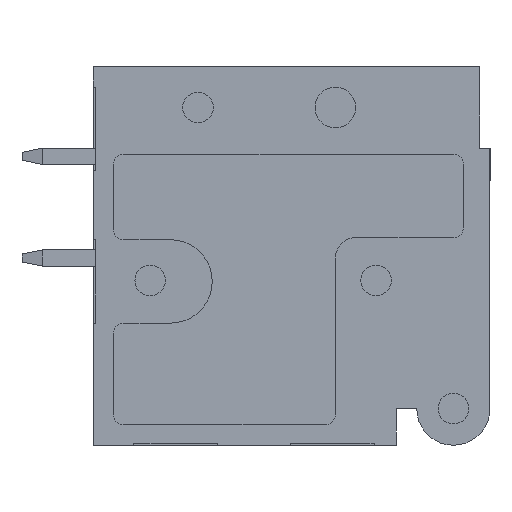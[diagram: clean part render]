
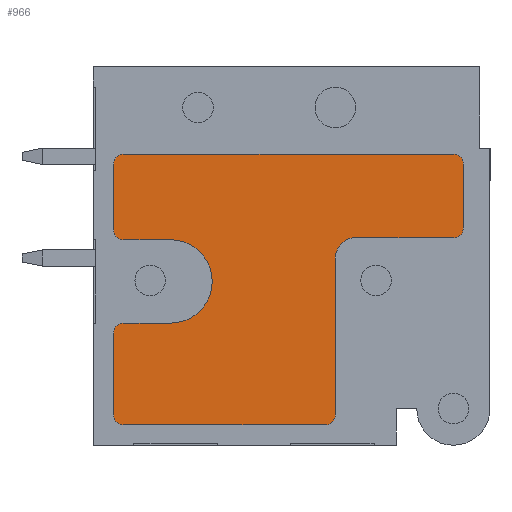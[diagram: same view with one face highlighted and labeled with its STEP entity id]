
A CAD part, left-side view. The second image highlights one B-rep face of the part: STEP entity #966.
In plain terms, the highlighted planar face has unit normal (-1, 0, 0).
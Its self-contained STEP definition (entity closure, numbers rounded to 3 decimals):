
#966 = ADVANCED_FACE( '', ( #2001 ), #2002, .F. );
#2001 = FACE_OUTER_BOUND( '', #3386, .T. );
#2002 = PLANE( '', #3387 );
#3386 = EDGE_LOOP( '', ( #6035, #6036, #6037, #6038, #6039, #6040, #6041, #6042, #6043, #6044, #6045, #6046, #6047, #6048, #6049, #6050, #6051, #6052 ) );
#3387 = AXIS2_PLACEMENT_3D( '', #6053, #6054, #6055 );
#6035 = ORIENTED_EDGE( '', *, *, #8313, .T. );
#6036 = ORIENTED_EDGE( '', *, *, #8172, .T. );
#6037 = ORIENTED_EDGE( '', *, *, #8039, .T. );
#6038 = ORIENTED_EDGE( '', *, *, #8314, .T. );
#6039 = ORIENTED_EDGE( '', *, *, #8072, .T. );
#6040 = ORIENTED_EDGE( '', *, *, #7848, .T. );
#6041 = ORIENTED_EDGE( '', *, *, #8315, .T. );
#6042 = ORIENTED_EDGE( '', *, *, #8316, .T. );
#6043 = ORIENTED_EDGE( '', *, *, #8298, .T. );
#6044 = ORIENTED_EDGE( '', *, *, #8317, .T. );
#6045 = ORIENTED_EDGE( '', *, *, #7784, .T. );
#6046 = ORIENTED_EDGE( '', *, *, #8057, .T. );
#6047 = ORIENTED_EDGE( '', *, *, #8139, .T. );
#6048 = ORIENTED_EDGE( '', *, *, #8251, .T. );
#6049 = ORIENTED_EDGE( '', *, *, #8054, .T. );
#6050 = ORIENTED_EDGE( '', *, *, #8232, .T. );
#6051 = ORIENTED_EDGE( '', *, *, #7547, .T. );
#6052 = ORIENTED_EDGE( '', *, *, #8318, .T. );
#6053 = CARTESIAN_POINT( '', ( -2.3, 5.7, -0.15 ) );
#6054 = DIRECTION( '', ( 1., 0., 0. ) );
#6055 = DIRECTION( '', ( 0., 0., -1. ) );
#7547 = EDGE_CURVE( '', #8950, #8948, #8951, .T. );
#7784 = EDGE_CURVE( '', #9348, #9349, #9350, .T. );
#7848 = EDGE_CURVE( '', #9447, #9448, #9449, .F. );
#8039 = EDGE_CURVE( '', #9757, #9758, #9759, .T. );
#8054 = EDGE_CURVE( '', #9777, #9775, #9778, .T. );
#8057 = EDGE_CURVE( '', #9349, #9781, #9782, .T. );
#8072 = EDGE_CURVE( '', #9800, #9447, #9801, .T. );
#8139 = EDGE_CURVE( '', #9781, #9907, #9909, .T. );
#8172 = EDGE_CURVE( '', #9953, #9757, #9954, .F. );
#8232 = EDGE_CURVE( '', #9775, #8950, #10028, .F. );
#8251 = EDGE_CURVE( '', #9907, #9777, #10051, .F. );
#8298 = EDGE_CURVE( '', #10107, #10108, #10109, .T. );
#8313 = EDGE_CURVE( '', #10125, #9953, #10126, .T. );
#8314 = EDGE_CURVE( '', #9758, #9800, #10127, .T. );
#8315 = EDGE_CURVE( '', #9448, #10128, #10129, .T. );
#8316 = EDGE_CURVE( '', #10128, #10107, #10130, .F. );
#8317 = EDGE_CURVE( '', #10108, #9348, #10131, .F. );
#8318 = EDGE_CURVE( '', #8948, #10125, #10132, .F. );
#8948 = VERTEX_POINT( '', #10980 );
#8950 = VERTEX_POINT( '', #10983 );
#8951 = LINE( '', #10984, #10985 );
#9348 = VERTEX_POINT( '', #11576 );
#9349 = VERTEX_POINT( '', #11577 );
#9350 = LINE( '', #11578, #11579 );
#9447 = VERTEX_POINT( '', #11724 );
#9448 = VERTEX_POINT( '', #11725 );
#9449 = CIRCLE( '', #11726, 0.5 );
#9757 = VERTEX_POINT( '', #12262 );
#9758 = VERTEX_POINT( '', #12263 );
#9759 = LINE( '', #12264, #12265 );
#9775 = VERTEX_POINT( '', #12289 );
#9777 = VERTEX_POINT( '', #12292 );
#9778 = LINE( '', #12293, #12294 );
#9781 = VERTEX_POINT( '', #12298 );
#9782 = CIRCLE( '', #12299, 1. );
#9800 = VERTEX_POINT( '', #12325 );
#9801 = LINE( '', #12326, #12327 );
#9907 = VERTEX_POINT( '', #12479 );
#9909 = LINE( '', #12482, #12483 );
#9953 = VERTEX_POINT( '', #12548 );
#9954 = CIRCLE( '', #12549, 0.5 );
#10028 = CIRCLE( '', #12653, 0.5 );
#10051 = CIRCLE( '', #12681, 0.5 );
#10107 = VERTEX_POINT( '', #12771 );
#10108 = VERTEX_POINT( '', #12772 );
#10109 = LINE( '', #12773, #12774 );
#10125 = VERTEX_POINT( '', #12812 );
#10126 = LINE( '', #12813, #12814 );
#10127 = CIRCLE( '', #12815, 2.05 );
#10128 = VERTEX_POINT( '', #12816 );
#10129 = LINE( '', #12817, #12818 );
#10130 = CIRCLE( '', #12819, 0.5 );
#10131 = CIRCLE( '', #12820, 0.5 );
#10132 = CIRCLE( '', #12821, 0.5 );
#10980 = CARTESIAN_POINT( '', ( -2.3, 8., 6.1 ) );
#10983 = CARTESIAN_POINT( '', ( -2.3, -8.2, 6.1 ) );
#10984 = CARTESIAN_POINT( '', ( -2.3, -8.7, 6.1 ) );
#10985 = VECTOR( '', #13563, 1000. );
#11576 = CARTESIAN_POINT( '', ( -2.3, -2.4, -6.7 ) );
#11577 = CARTESIAN_POINT( '', ( -2.3, -2.4, 1. ) );
#11578 = CARTESIAN_POINT( '', ( -2.3, -2.4, -7.2 ) );
#11579 = VECTOR( '', #13816, 1000. );
#11724 = CARTESIAN_POINT( '', ( -2.3, 8., -2.2 ) );
#11725 = CARTESIAN_POINT( '', ( -2.3, 8.5, -2.7 ) );
#11726 = AXIS2_PLACEMENT_3D( '', #13871, #13872, #13873 );
#12262 = CARTESIAN_POINT( '', ( -2.3, 8., 1.9 ) );
#12263 = CARTESIAN_POINT( '', ( -2.3, 5.7, 1.9 ) );
#12264 = CARTESIAN_POINT( '', ( -2.3, 8.5, 1.9 ) );
#12265 = VECTOR( '', #14092, 1000. );
#12289 = CARTESIAN_POINT( '', ( -2.3, -8.7, 5.6 ) );
#12292 = CARTESIAN_POINT( '', ( -2.3, -8.7, 2.5 ) );
#12293 = CARTESIAN_POINT( '', ( -2.3, -8.7, 2. ) );
#12294 = VECTOR( '', #14102, 1000. );
#12298 = CARTESIAN_POINT( '', ( -2.3, -3.4, 2. ) );
#12299 = AXIS2_PLACEMENT_3D( '', #14104, #14105, #14106 );
#12325 = CARTESIAN_POINT( '', ( -2.3, 5.7, -2.2 ) );
#12326 = CARTESIAN_POINT( '', ( -2.3, 8.5, -2.2 ) );
#12327 = VECTOR( '', #14115, 1000. );
#12479 = CARTESIAN_POINT( '', ( -2.3, -8.2, 2. ) );
#12482 = CARTESIAN_POINT( '', ( -2.3, -2.4, 2. ) );
#12483 = VECTOR( '', #14193, 1000. );
#12548 = CARTESIAN_POINT( '', ( -2.3, 8.5, 2.4 ) );
#12549 = AXIS2_PLACEMENT_3D( '', #14218, #14219, #14220 );
#12653 = AXIS2_PLACEMENT_3D( '', #14278, #14279, #14280 );
#12681 = AXIS2_PLACEMENT_3D( '', #14298, #14299, #14300 );
#12771 = CARTESIAN_POINT( '', ( -2.3, 8., -7.2 ) );
#12772 = CARTESIAN_POINT( '', ( -2.3, -1.9, -7.2 ) );
#12773 = CARTESIAN_POINT( '', ( -2.3, 8.5, -7.2 ) );
#12774 = VECTOR( '', #14338, 1000. );
#12812 = CARTESIAN_POINT( '', ( -2.3, 8.5, 5.6 ) );
#12813 = CARTESIAN_POINT( '', ( -2.3, 8.5, 6.1 ) );
#12814 = VECTOR( '', #14345, 1000. );
#12815 = AXIS2_PLACEMENT_3D( '', #14346, #14347, #14348 );
#12816 = CARTESIAN_POINT( '', ( -2.3, 8.5, -6.7 ) );
#12817 = CARTESIAN_POINT( '', ( -2.3, 8.5, -2.2 ) );
#12818 = VECTOR( '', #14349, 1000. );
#12819 = AXIS2_PLACEMENT_3D( '', #14350, #14351, #14352 );
#12820 = AXIS2_PLACEMENT_3D( '', #14353, #14354, #14355 );
#12821 = AXIS2_PLACEMENT_3D( '', #14356, #14357, #14358 );
#13563 = DIRECTION( '', ( 0., 1., 0. ) );
#13816 = DIRECTION( '', ( 0., 0., 1. ) );
#13871 = CARTESIAN_POINT( '', ( -2.3, 8., -2.7 ) );
#13872 = DIRECTION( '', ( 1., 0., 0. ) );
#13873 = DIRECTION( '', ( 0., 0., -1. ) );
#14092 = DIRECTION( '', ( 0., -1., 0. ) );
#14102 = DIRECTION( '', ( 0., 0., 1. ) );
#14104 = CARTESIAN_POINT( '', ( -2.3, -3.4, 1. ) );
#14105 = DIRECTION( '', ( 1., 0., 0. ) );
#14106 = DIRECTION( '', ( 0., 0., -1. ) );
#14115 = DIRECTION( '', ( 0., 1., 0. ) );
#14193 = DIRECTION( '', ( 0., -1., 0. ) );
#14218 = CARTESIAN_POINT( '', ( -2.3, 8., 2.4 ) );
#14219 = DIRECTION( '', ( 1., 0., 0. ) );
#14220 = DIRECTION( '', ( 0., 0., -1. ) );
#14278 = CARTESIAN_POINT( '', ( -2.3, -8.2, 5.6 ) );
#14279 = DIRECTION( '', ( 1., 0., 0. ) );
#14280 = DIRECTION( '', ( 0., 0., -1. ) );
#14298 = CARTESIAN_POINT( '', ( -2.3, -8.2, 2.5 ) );
#14299 = DIRECTION( '', ( 1., 0., 0. ) );
#14300 = DIRECTION( '', ( 0., 0., -1. ) );
#14338 = DIRECTION( '', ( 0., -1., 0. ) );
#14345 = DIRECTION( '', ( 0., 0., -1. ) );
#14346 = CARTESIAN_POINT( '', ( -2.3, 5.7, -0.15 ) );
#14347 = DIRECTION( '', ( 1., 0., 0. ) );
#14348 = DIRECTION( '', ( 0., 1., 0. ) );
#14349 = DIRECTION( '', ( 0., 0., -1. ) );
#14350 = CARTESIAN_POINT( '', ( -2.3, 8., -6.7 ) );
#14351 = DIRECTION( '', ( 1., 0., 0. ) );
#14352 = DIRECTION( '', ( 0., 0., -1. ) );
#14353 = CARTESIAN_POINT( '', ( -2.3, -1.9, -6.7 ) );
#14354 = DIRECTION( '', ( 1., 0., 0. ) );
#14355 = DIRECTION( '', ( 0., 0., -1. ) );
#14356 = CARTESIAN_POINT( '', ( -2.3, 8., 5.6 ) );
#14357 = DIRECTION( '', ( 1., 0., 0. ) );
#14358 = DIRECTION( '', ( 0., 0., -1. ) );
